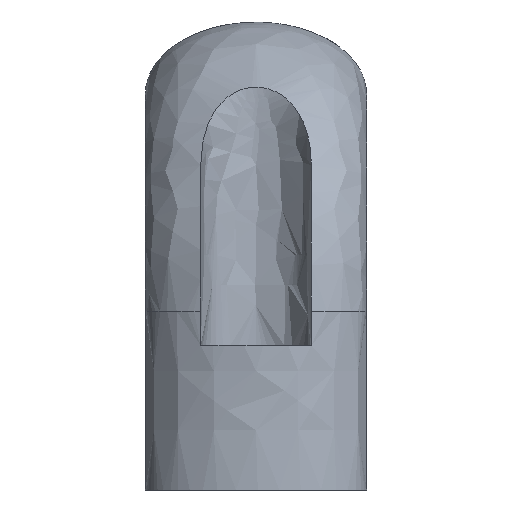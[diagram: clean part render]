
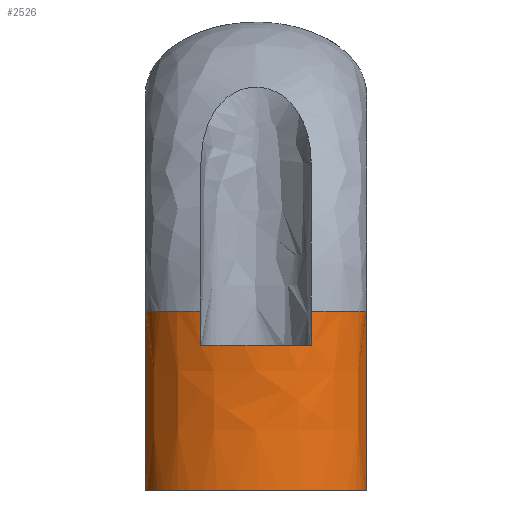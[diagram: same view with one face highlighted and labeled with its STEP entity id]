
A CAD part, left-side view. The second image highlights one B-rep face of the part: STEP entity #2526.
In plain terms, the highlighted free-form (B-spline) face has degree [3, 3] with [14, 4] control points.
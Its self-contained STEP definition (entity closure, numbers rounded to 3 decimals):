
#1143=CARTESIAN_POINT('',(-5.854,6.5,17.0));
#1144=VERTEX_POINT('',#1143);
#1150=CARTESIAN_POINT('',(-5.854,-6.5,17.0));
#1151=VERTEX_POINT('',#1150);
#1152=CARTESIAN_POINT('',(-5.854,-6.5,17.0));
#1153=CARTESIAN_POINT('',(-6.592,-4.532,17.0));
#1154=CARTESIAN_POINT('',(-7.0,-2.271,17.0));
#1155=CARTESIAN_POINT('',(-7.0,2.271,17.0));
#1156=CARTESIAN_POINT('',(-6.592,4.532,17.0));
#1157=CARTESIAN_POINT('',(-5.854,6.5,17.0));
#1158=B_SPLINE_CURVE_WITH_KNOTS('',3,(#1152,#1153,#1154,#1155,#1156,#1157),.UNSPECIFIED.,.F.,.U.,(4,2,4),(0.667,0.75,0.833),.UNSPECIFIED.);
#1159=EDGE_CURVE('',#1151,#1144,#1158,.T.);
#1174=CARTESIAN_POINT('',(-5.854,-6.5,21.0));
#1175=VERTEX_POINT('',#1174);
#1176=CARTESIAN_POINT('',(-5.854,-6.5,17.0));
#1177=CARTESIAN_POINT('',(-5.854,-6.5,21.0));
#1178=QUASI_UNIFORM_CURVE('',1,(#1176,#1177),.UNSPECIFIED.,.F.,.U.);
#1179=EDGE_CURVE('',#1151,#1175,#1178,.T.);
#1320=CARTESIAN_POINT('',(-5.854,6.5,21.0));
#1321=VERTEX_POINT('',#1320);
#1322=CARTESIAN_POINT('',(-5.854,6.5,21.0));
#1323=CARTESIAN_POINT('',(-5.854,6.5,17.0));
#1324=QUASI_UNIFORM_CURVE('',1,(#1322,#1323),.UNSPECIFIED.,.F.,.U.);
#1325=EDGE_CURVE('',#1321,#1144,#1324,.T.);
#2216=CARTESIAN_POINT('',(1.5,13.0,21.0));
#2217=VERTEX_POINT('',#2216);
#2231=CARTESIAN_POINT('',(1.5,13.0,21.0));
#2232=CARTESIAN_POINT('',(0.387,13.,21.0));
#2233=CARTESIAN_POINT('',(-0.725,12.662,21.0));
#2234=CARTESIAN_POINT('',(-2.781,11.359,21.0));
#2235=CARTESIAN_POINT('',(-3.724,10.396,21.0));
#2236=CARTESIAN_POINT('',(-5.034,8.391,21.0));
#2237=CARTESIAN_POINT('',(-5.485,7.482,21.0));
#2238=CARTESIAN_POINT('',(-5.854,6.5,21.0));
#2239=B_SPLINE_CURVE_WITH_KNOTS('',3,(#2231,#2232,#2233,#2234,#2235,#2236,#2237,#2238),.UNSPECIFIED.,.F.,.U.,(4,2,2,4),(0.8,0.875,0.95,1.0),.UNSPECIFIED.);
#2240=EDGE_CURVE('',#2217,#1321,#2239,.T.);
#2245=CARTESIAN_POINT('',(1.5,-13.0,21.0));
#2246=VERTEX_POINT('',#2245);
#2247=CARTESIAN_POINT('',(-5.854,-6.5,21.0));
#2248=CARTESIAN_POINT('',(-5.485,-7.482,21.0));
#2249=CARTESIAN_POINT('',(-5.034,-8.391,21.0));
#2250=CARTESIAN_POINT('',(-3.724,-10.396,21.0));
#2251=CARTESIAN_POINT('',(-2.781,-11.359,21.0));
#2252=CARTESIAN_POINT('',(-0.725,-12.662,21.0));
#2253=CARTESIAN_POINT('',(0.387,-13.0,21.0));
#2254=CARTESIAN_POINT('',(1.5,-13.0,21.0));
#2255=B_SPLINE_CURVE_WITH_KNOTS('',3,(#2247,#2248,#2249,#2250,#2251,#2252,#2253,#2254),.UNSPECIFIED.,.F.,.U.,(4,2,2,4),(0.0,0.05,0.125,0.2),.UNSPECIFIED.);
#2256=EDGE_CURVE('',#1175,#2246,#2255,.T.);
#2425=CARTESIAN_POINT('',(1.767,13.0,-0.21));
#2426=CARTESIAN_POINT('',(1.678,12.999,-0.21));
#2427=CARTESIAN_POINT('',(0.476,13.027,-0.21));
#2428=CARTESIAN_POINT('',(-1.837,12.323,-0.21));
#2429=CARTESIAN_POINT('',(-3.724,10.396,-0.21));
#2430=CARTESIAN_POINT('',(-6.084,6.786,-0.21));
#2431=CARTESIAN_POINT('',(-7.0,3.403,-0.21));
#2432=CARTESIAN_POINT('',(-7.0,-3.403,-0.21));
#2433=CARTESIAN_POINT('',(-6.084,-6.786,-0.21));
#2434=CARTESIAN_POINT('',(-3.724,-10.396,-0.21));
#2435=CARTESIAN_POINT('',(-1.837,-12.323,-0.21));
#2436=CARTESIAN_POINT('',(0.476,-13.027,-0.21));
#2437=CARTESIAN_POINT('',(1.678,-12.999,-0.21));
#2438=CARTESIAN_POINT('',(1.767,-13.0,-0.21));
#2439=CARTESIAN_POINT('',(1.767,13.0,6.93));
#2440=CARTESIAN_POINT('',(1.678,12.999,6.93));
#2441=CARTESIAN_POINT('',(0.476,13.027,6.93));
#2442=CARTESIAN_POINT('',(-1.837,12.323,6.93));
#2443=CARTESIAN_POINT('',(-3.724,10.396,6.93));
#2444=CARTESIAN_POINT('',(-6.084,6.786,6.93));
#2445=CARTESIAN_POINT('',(-7.,3.403,6.93));
#2446=CARTESIAN_POINT('',(-7.,-3.403,6.93));
#2447=CARTESIAN_POINT('',(-6.084,-6.786,6.93));
#2448=CARTESIAN_POINT('',(-3.724,-10.396,6.93));
#2449=CARTESIAN_POINT('',(-1.837,-12.323,6.93));
#2450=CARTESIAN_POINT('',(0.476,-13.027,6.93));
#2451=CARTESIAN_POINT('',(1.678,-12.999,6.93));
#2452=CARTESIAN_POINT('',(1.767,-13.0,6.93));
#2453=CARTESIAN_POINT('',(1.767,13.0,14.07));
#2454=CARTESIAN_POINT('',(1.678,12.999,14.07));
#2455=CARTESIAN_POINT('',(0.476,13.027,14.07));
#2456=CARTESIAN_POINT('',(-1.837,12.323,14.07));
#2457=CARTESIAN_POINT('',(-3.724,10.396,14.07));
#2458=CARTESIAN_POINT('',(-6.084,6.786,14.07));
#2459=CARTESIAN_POINT('',(-7.,3.403,14.07));
#2460=CARTESIAN_POINT('',(-7.,-3.403,14.07));
#2461=CARTESIAN_POINT('',(-6.084,-6.786,14.07));
#2462=CARTESIAN_POINT('',(-3.724,-10.396,14.07));
#2463=CARTESIAN_POINT('',(-1.837,-12.323,14.07));
#2464=CARTESIAN_POINT('',(0.476,-13.027,14.07));
#2465=CARTESIAN_POINT('',(1.678,-12.999,14.07));
#2466=CARTESIAN_POINT('',(1.767,-13.0,14.07));
#2467=CARTESIAN_POINT('',(1.767,13.0,21.21));
#2468=CARTESIAN_POINT('',(1.678,12.999,21.21));
#2469=CARTESIAN_POINT('',(0.476,13.027,21.21));
#2470=CARTESIAN_POINT('',(-1.837,12.323,21.21));
#2471=CARTESIAN_POINT('',(-3.724,10.396,21.21));
#2472=CARTESIAN_POINT('',(-6.084,6.786,21.21));
#2473=CARTESIAN_POINT('',(-7.0,3.403,21.21));
#2474=CARTESIAN_POINT('',(-7.0,-3.403,21.21));
#2475=CARTESIAN_POINT('',(-6.084,-6.786,21.21));
#2476=CARTESIAN_POINT('',(-3.724,-10.396,21.21));
#2477=CARTESIAN_POINT('',(-1.837,-12.323,21.21));
#2478=CARTESIAN_POINT('',(0.476,-13.027,21.21));
#2479=CARTESIAN_POINT('',(1.678,-12.999,21.21));
#2480=CARTESIAN_POINT('',(1.767,-13.0,21.21));
#2481=B_SPLINE_SURFACE_WITH_KNOTS('',3,3,((#2425,#2439,#2453,#2467),(#2426,#2440,#2454,#2468),(#2427,#2441,#2455,#2469),(#2428,#2442,#2456,#2470),(#2429,#2443,#2457,#2471),(#2430,#2444,#2458,#2472),(#2431,#2445,#2459,#2473),(#2432,#2446,#2460,#2474),(#2433,#2447,#2461,#2475),(#2434,#2448,#2462,#2476),(#2435,#2449,#2463,#2477),(#2436,#2450,#2464,#2478),(#2437,#2451,#2465,#2479),(#2438,#2452,#2466,#2480)),.UNSPECIFIED.,.F.,.F.,.U.,(4,1,1,2,2,2,1,1,4),(4,4),(0.0,0.4,5.402,10.404,20.407,30.411,35.412,40.414,40.814),(0.0,21.42),.UNSPECIFIED.);
#2482=ORIENTED_EDGE('',*,*,#2240,.F.);
#2483=CARTESIAN_POINT('',(1.5,13.,0.));
#2484=VERTEX_POINT('',#2483);
#2485=CARTESIAN_POINT('',(1.5,13.,0.));
#2486=CARTESIAN_POINT('',(1.5,13.0,21.0));
#2487=QUASI_UNIFORM_CURVE('',1,(#2485,#2486),.UNSPECIFIED.,.F.,.U.);
#2488=EDGE_CURVE('',#2484,#2217,#2487,.T.);
#2489=ORIENTED_EDGE('',*,*,#2488,.F.);
#2490=CARTESIAN_POINT('',(1.5,-13.0,0.));
#2491=VERTEX_POINT('',#2490);
#2492=CARTESIAN_POINT('',(1.5,13.,0.));
#2493=CARTESIAN_POINT('',(1.5,13.,0.));
#2494=CARTESIAN_POINT('',(0.939,13.,0.));
#2495=CARTESIAN_POINT('',(-0.211,12.827,0.));
#2496=CARTESIAN_POINT('',(-1.834,12.048,0.));
#2497=CARTESIAN_POINT('',(-3.315,10.82,0.));
#2498=CARTESIAN_POINT('',(-4.594,9.179,0.));
#2499=CARTESIAN_POINT('',(-5.645,7.203,0.));
#2500=CARTESIAN_POINT('',(-6.415,4.955,0.));
#2501=CARTESIAN_POINT('',(-6.896,2.525,0.));
#2502=CARTESIAN_POINT('',(-7.052,0.,0.));
#2503=CARTESIAN_POINT('',(-6.896,-2.525,0.));
#2504=CARTESIAN_POINT('',(-6.415,-4.955,0.));
#2505=CARTESIAN_POINT('',(-5.645,-7.203,0.));
#2506=CARTESIAN_POINT('',(-4.593,-9.179,0.));
#2507=CARTESIAN_POINT('',(-3.315,-10.82,0.));
#2508=CARTESIAN_POINT('',(-1.834,-12.048,0.));
#2509=CARTESIAN_POINT('',(-0.211,-12.826,0.));
#2510=CARTESIAN_POINT('',(0.939,-13.,0.));
#2511=CARTESIAN_POINT('',(1.5,-13.0,0.));
#2512=B_SPLINE_CURVE_WITH_KNOTS('',3,(#2492,#2493,#2494,#2495,#2496,#2497,#2498,#2499,#2500,#2501,#2502,#2503,#2504,#2505,#2506,#2507,#2508,#2509,#2510,#2511),.UNSPECIFIED.,.F.,.U.,(4,1,1,1,1,1,1,1,1,1,1,1,1,1,1,1,1,4),(0.0,0.,4.92,10.077,15.644,21.71,28.267,35.252,42.545,50.,57.457,64.748,71.735,78.291,84.358,89.923,95.08,100.0),.UNSPECIFIED.);
#2513=EDGE_CURVE('',#2484,#2491,#2512,.T.);
#2514=ORIENTED_EDGE('',*,*,#2513,.T.);
#2515=CARTESIAN_POINT('',(1.5,-13.0,0.));
#2516=CARTESIAN_POINT('',(1.5,-13.0,21.0));
#2517=QUASI_UNIFORM_CURVE('',1,(#2515,#2516),.UNSPECIFIED.,.F.,.U.);
#2518=EDGE_CURVE('',#2491,#2246,#2517,.T.);
#2519=ORIENTED_EDGE('',*,*,#2518,.T.);
#2520=ORIENTED_EDGE('',*,*,#2256,.F.);
#2521=ORIENTED_EDGE('',*,*,#1179,.F.);
#2522=ORIENTED_EDGE('',*,*,#1159,.T.);
#2523=ORIENTED_EDGE('',*,*,#1325,.F.);
#2524=EDGE_LOOP('',(#2482,#2489,#2514,#2519,#2520,#2521,#2522,#2523));
#2525=FACE_OUTER_BOUND('',#2524,.T.);
#2526=ADVANCED_FACE('',(#2525),#2481,.T.);
